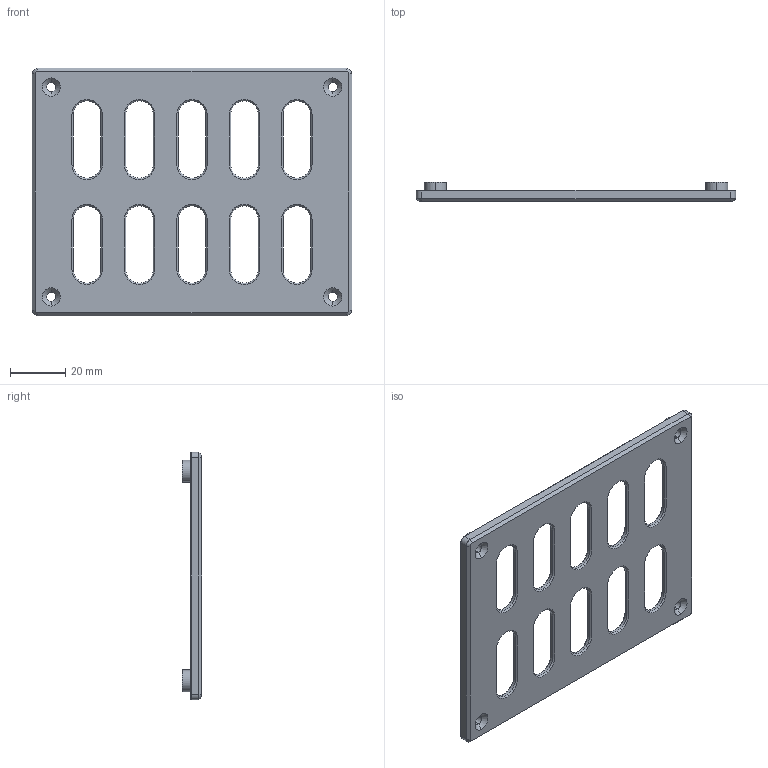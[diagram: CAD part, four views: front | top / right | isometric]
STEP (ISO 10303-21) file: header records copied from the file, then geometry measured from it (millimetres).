
FILE_DESCRIPTION (( 'STEP AP203' ), '1' );
FILE_NAME ('3D打印机控制板MKS Gen_L V2.0底板.STEP', '2021-09-03T10:27:33', ( '' ), ( '' ), 'SwSTEP 2.0', 'SolidWorks 2018', '' );
FILE_SCHEMA (( 'CONFIG_CONTROL_DESIGN' ));
Length unit declared in the file: millimetre
Products named in the file (1): 3D打印机控制板MKS Gen_L V2.0底板
Bounding box: 115.6 x 7 x 89.6 mm (x, y, z)
Volume: 17410.4 mm3; surface area: 19090.9 mm2
Topology: 1 solids, 1 shells, 237 faces, 568 edges, 333 vertices
Faces by surface type: plane 91, cone 88, cylinder 57, sphere 1
Entity records: 6999 total; most frequent: CARTESIAN_POINT 1293, DIRECTION 1235, ORIENTED_EDGE 1134, EDGE_CURVE 567, AXIS2_PLACEMENT_3D 447, VECTOR 341, LINE 341, VERTEX_POINT 333
